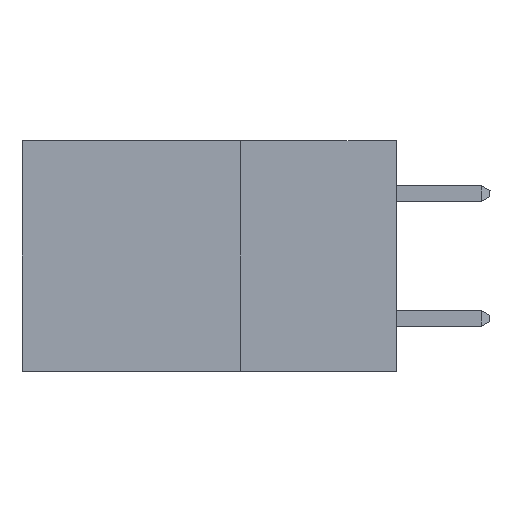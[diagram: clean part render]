
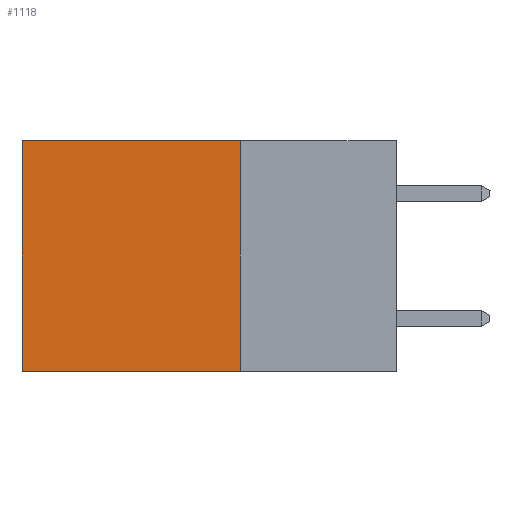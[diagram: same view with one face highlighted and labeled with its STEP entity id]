
A CAD part, left-side view. The second image highlights one B-rep face of the part: STEP entity #1118.
In plain terms, the highlighted planar face has unit normal (-1, 0, 0).
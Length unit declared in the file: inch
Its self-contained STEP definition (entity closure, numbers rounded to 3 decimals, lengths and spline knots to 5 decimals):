
#161 = LINE ( 'NONE', #7753, #6133 ) ;
#307 = CARTESIAN_POINT ( 'NONE',  ( 0.298, 0.25, 0. ) ) ;
#1118 = ADVANCED_FACE ( 'NONE', ( #7427 ), #4165, .F. ) ;
#1176 = VECTOR ( 'NONE', #5031, 39.37008 ) ;
#1420 = EDGE_CURVE ( 'NONE', #3744, #14710, #161, .T. ) ;
#2061 = CARTESIAN_POINT ( 'NONE',  ( 0.298, 0.6, 0. ) ) ;
#2941 = ORIENTED_EDGE ( 'NONE', *, *, #11206, .T. ) ;
#3210 = AXIS2_PLACEMENT_3D ( 'NONE', #4983, #12304, #11584 ) ;
#3744 = VERTEX_POINT ( 'NONE', #12921 ) ;
#4069 = ORIENTED_EDGE ( 'NONE', *, *, #1420, .F. ) ;
#4165 = PLANE ( 'NONE',  #3210 ) ;
#4409 = EDGE_CURVE ( 'NONE', #9584, #14710, #7148, .T. ) ;
#4983 = CARTESIAN_POINT ( 'NONE',  ( 0.298, 0.25, 0. ) ) ;
#5031 = DIRECTION ( 'NONE',  ( 0., 0., -1. ) ) ;
#5302 = LINE ( 'NONE', #9412, #14919 ) ;
#5349 = DIRECTION ( 'NONE',  ( 0., 1., 0. ) ) ;
#6133 = VECTOR ( 'NONE', #5349, 39.37008 ) ;
#7148 = LINE ( 'NONE', #7292, #1176 ) ;
#7292 = CARTESIAN_POINT ( 'NONE',  ( 0.298, 0.6, 0. ) ) ;
#7427 = FACE_OUTER_BOUND ( 'NONE', #14726, .T. ) ;
#7753 = CARTESIAN_POINT ( 'NONE',  ( 0.298, 0.25, -0.37 ) ) ;
#7960 = ORIENTED_EDGE ( 'NONE', *, *, #4409, .T. ) ;
#8593 = DIRECTION ( 'NONE',  ( 0., 1., 0. ) ) ;
#8907 = CARTESIAN_POINT ( 'NONE',  ( 0.298, 0.6, -0.37 ) ) ;
#9195 = ORIENTED_EDGE ( 'NONE', *, *, #13814, .F. ) ;
#9412 = CARTESIAN_POINT ( 'NONE',  ( 0.298, 0.25, 0. ) ) ;
#9584 = VERTEX_POINT ( 'NONE', #2061 ) ;
#10568 = DIRECTION ( 'NONE',  ( 0., 0., -1. ) ) ;
#11206 = EDGE_CURVE ( 'NONE', #12948, #9584, #14415, .T. ) ;
#11370 = VECTOR ( 'NONE', #8593, 39.37008 ) ;
#11584 = DIRECTION ( 'NONE',  ( 0., 0., -1. ) ) ;
#12304 = DIRECTION ( 'NONE',  ( 1., 0., 0. ) ) ;
#12921 = CARTESIAN_POINT ( 'NONE',  ( 0.298, 0.25, -0.37 ) ) ;
#12932 = CARTESIAN_POINT ( 'NONE',  ( 0.298, 0.25, 0. ) ) ;
#12948 = VERTEX_POINT ( 'NONE', #12932 ) ;
#13814 = EDGE_CURVE ( 'NONE', #12948, #3744, #5302, .T. ) ;
#14415 = LINE ( 'NONE', #307, #11370 ) ;
#14710 = VERTEX_POINT ( 'NONE', #8907 ) ;
#14726 = EDGE_LOOP ( 'NONE', ( #7960, #4069, #9195, #2941 ) ) ;
#14919 = VECTOR ( 'NONE', #10568, 39.37008 ) ;
